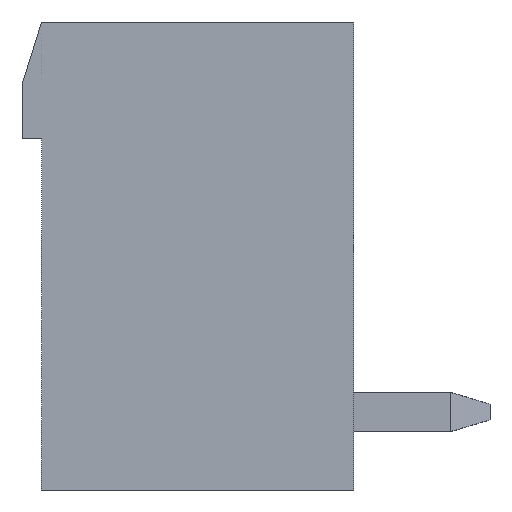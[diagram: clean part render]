
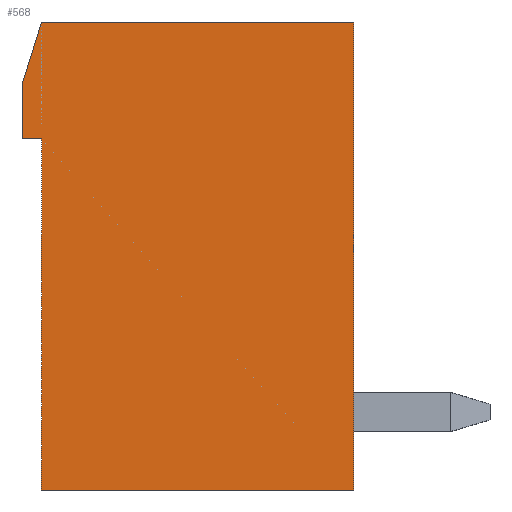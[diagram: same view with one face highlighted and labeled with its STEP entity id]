
A CAD part, left-side view. The second image highlights one B-rep face of the part: STEP entity #568.
In plain terms, the highlighted planar face has unit normal (-1, 0, 0).
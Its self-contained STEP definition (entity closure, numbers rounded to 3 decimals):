
#568 = ADVANCED_FACE( '', ( #1171 ), #1172, .T. );
#1171 = FACE_OUTER_BOUND( '', #1940, .T. );
#1172 = PLANE( '', #1941 );
#1940 = EDGE_LOOP( '', ( #3448, #3449, #3450, #3451, #3452, #3453, #3454 ) );
#1941 = AXIS2_PLACEMENT_3D( '', #3455, #3456, #3457 );
#3448 = ORIENTED_EDGE( '', *, *, #4428, .F. );
#3449 = ORIENTED_EDGE( '', *, *, #4465, .T. );
#3450 = ORIENTED_EDGE( '', *, *, #4041, .F. );
#3451 = ORIENTED_EDGE( '', *, *, #4036, .F. );
#3452 = ORIENTED_EDGE( '', *, *, #4318, .T. );
#3453 = ORIENTED_EDGE( '', *, *, #4116, .T. );
#3454 = ORIENTED_EDGE( '', *, *, #4430, .T. );
#3455 = CARTESIAN_POINT( '', ( -11., 0., 0. ) );
#3456 = DIRECTION( '', ( -1., 0., 0. ) );
#3457 = DIRECTION( '', ( 0., 0., 1. ) );
#4036 = EDGE_CURVE( '', #4834, #4835, #4836, .T. );
#4041 = EDGE_CURVE( '', #4835, #4843, #4844, .T. );
#4116 = EDGE_CURVE( '', #4976, #4974, #4977, .T. );
#4318 = EDGE_CURVE( '', #4834, #4976, #5304, .T. );
#4428 = EDGE_CURVE( '', #5465, #5463, #5467, .T. );
#4430 = EDGE_CURVE( '', #4974, #5463, #5469, .T. );
#4465 = EDGE_CURVE( '', #5465, #4843, #5512, .T. );
#4834 = VERTEX_POINT( '', #5976 );
#4835 = VERTEX_POINT( '', #5977 );
#4836 = LINE( '', #5978, #5979 );
#4843 = VERTEX_POINT( '', #5989 );
#4844 = LINE( '', #5990, #5991 );
#4974 = VERTEX_POINT( '', #6172 );
#4976 = VERTEX_POINT( '', #6175 );
#4977 = LINE( '', #6176, #6177 );
#5304 = LINE( '', #6631, #6632 );
#5463 = VERTEX_POINT( '', #6851 );
#5465 = VERTEX_POINT( '', #6854 );
#5467 = LINE( '', #6857, #6858 );
#5469 = LINE( '', #6860, #6861 );
#5512 = LINE( '', #6925, #6926 );
#5976 = CARTESIAN_POINT( '', ( -11., 3.75, -6. ) );
#5977 = CARTESIAN_POINT( '', ( -11., 3.75, 3. ) );
#5978 = CARTESIAN_POINT( '', ( -11., 3.75, 0. ) );
#5979 = VECTOR( '', #7361, 1000. );
#5989 = CARTESIAN_POINT( '', ( -11., 4.25, 3. ) );
#5990 = CARTESIAN_POINT( '', ( -11., 0., 3. ) );
#5991 = VECTOR( '', #7365, 1000. );
#6172 = CARTESIAN_POINT( '', ( -11., -4.25, 6. ) );
#6175 = CARTESIAN_POINT( '', ( -11., -4.25, -6. ) );
#6176 = CARTESIAN_POINT( '', ( -11., -4.25, -6. ) );
#6177 = VECTOR( '', #7457, 1000. );
#6631 = CARTESIAN_POINT( '', ( -11., 4.25, -6. ) );
#6632 = VECTOR( '', #7690, 1000. );
#6851 = CARTESIAN_POINT( '', ( -11., 3.75, 6. ) );
#6854 = CARTESIAN_POINT( '', ( -11., 4.25, 4.4 ) );
#6857 = CARTESIAN_POINT( '', ( -11., 5.125, 1.601 ) );
#6858 = VECTOR( '', #7810, 1000. );
#6860 = CARTESIAN_POINT( '', ( -11., -4.25, 6. ) );
#6861 = VECTOR( '', #7811, 1000. );
#6925 = CARTESIAN_POINT( '', ( -11., 4.25, 6. ) );
#6926 = VECTOR( '', #7845, 1000. );
#7361 = DIRECTION( '', ( 0., 0., 1. ) );
#7365 = DIRECTION( '', ( 0., 1., 0. ) );
#7457 = DIRECTION( '', ( 0., 0., 1. ) );
#7690 = DIRECTION( '', ( 0., -1., 0. ) );
#7810 = DIRECTION( '', ( 0., -0.298, 0.954 ) );
#7811 = DIRECTION( '', ( 0., 1., 0. ) );
#7845 = DIRECTION( '', ( 0., 0., -1. ) );
